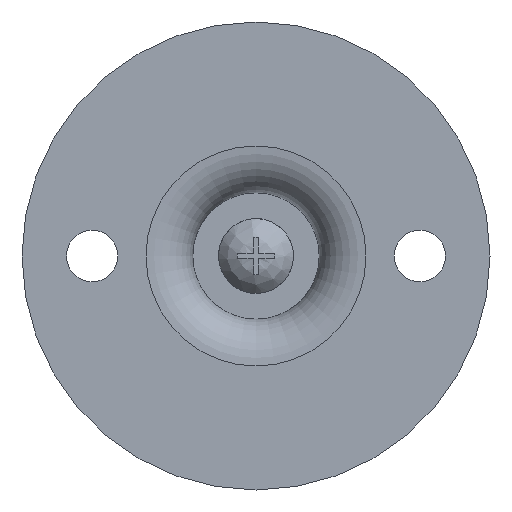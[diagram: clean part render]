
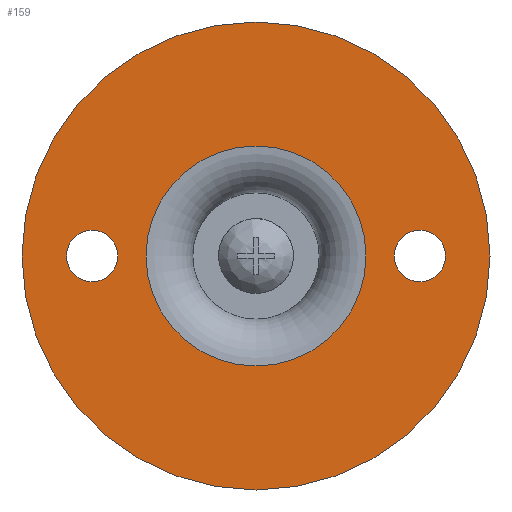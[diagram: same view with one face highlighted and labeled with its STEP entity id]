
A CAD part, front view. The second image highlights one B-rep face of the part: STEP entity #159.
In plain terms, the highlighted planar face has unit normal (0, -1, 0).
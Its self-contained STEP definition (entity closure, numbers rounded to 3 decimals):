
#159 = ADVANCED_FACE( '', ( #328, #329, #330, #331 ), #332, .F. );
#328 = FACE_BOUND( '', #529, .T. );
#329 = FACE_BOUND( '', #530, .T. );
#330 = FACE_OUTER_BOUND( '', #531, .T. );
#331 = FACE_BOUND( '', #532, .T. );
#332 = PLANE( '', #533 );
#529 = EDGE_LOOP( '', ( #892 ) );
#530 = EDGE_LOOP( '', ( #893 ) );
#531 = EDGE_LOOP( '', ( #894 ) );
#532 = EDGE_LOOP( '', ( #895 ) );
#533 = AXIS2_PLACEMENT_3D( '', #896, #897, #898 );
#892 = ORIENTED_EDGE( '', *, *, #1005, .F. );
#893 = ORIENTED_EDGE( '', *, *, #982, .F. );
#894 = ORIENTED_EDGE( '', *, *, #1031, .T. );
#895 = ORIENTED_EDGE( '', *, *, #979, .T. );
#896 = CARTESIAN_POINT( '', ( 25., 0., 0. ) );
#897 = DIRECTION( '', ( 0., 1., 0. ) );
#898 = DIRECTION( '', ( 0., 0., 1. ) );
#979 = EDGE_CURVE( '', #1161, #1161, #1162, .T. );
#982 = EDGE_CURVE( '', #1166, #1166, #1167, .F. );
#1005 = EDGE_CURVE( '', #1202, #1202, #1203, .T. );
#1031 = EDGE_CURVE( '', #1234, #1234, #1235, .T. );
#1161 = VERTEX_POINT( '', #1462 );
#1162 = CIRCLE( '', #1463, 2.75 );
#1166 = VERTEX_POINT( '', #1467 );
#1167 = CIRCLE( '', #1468, 2.75 );
#1202 = VERTEX_POINT( '', #1530 );
#1203 = CIRCLE( '', #1531, 11.75 );
#1234 = VERTEX_POINT( '', #1619 );
#1235 = CIRCLE( '', #1620, 25. );
#1462 = CARTESIAN_POINT( '', ( -14.75, 0., 0. ) );
#1463 = AXIS2_PLACEMENT_3D( '', #1713, #1714, #1715 );
#1467 = CARTESIAN_POINT( '', ( 17.5, 0., 2.75 ) );
#1468 = AXIS2_PLACEMENT_3D( '', #1719, #1720, #1721 );
#1530 = CARTESIAN_POINT( '', ( 0., 0., -11.75 ) );
#1531 = AXIS2_PLACEMENT_3D( '', #1738, #1739, #1740 );
#1619 = CARTESIAN_POINT( '', ( 0., 0., -25. ) );
#1620 = AXIS2_PLACEMENT_3D( '', #1761, #1762, #1763 );
#1713 = CARTESIAN_POINT( '', ( -17.5, 0., 0. ) );
#1714 = DIRECTION( '', ( 0., 1., 0. ) );
#1715 = DIRECTION( '', ( 1., 0., 0. ) );
#1719 = CARTESIAN_POINT( '', ( 17.5, 0., 0. ) );
#1720 = DIRECTION( '', ( 0., 1., 0. ) );
#1721 = DIRECTION( '', ( 0., 0., 1. ) );
#1738 = CARTESIAN_POINT( '', ( 0., 0., 0. ) );
#1739 = DIRECTION( '', ( 0., -1., 0. ) );
#1740 = DIRECTION( '', ( 0., 0., -1. ) );
#1761 = CARTESIAN_POINT( '', ( 0., 0., 0. ) );
#1762 = DIRECTION( '', ( 0., -1., 0. ) );
#1763 = DIRECTION( '', ( 0., 0., -1. ) );
